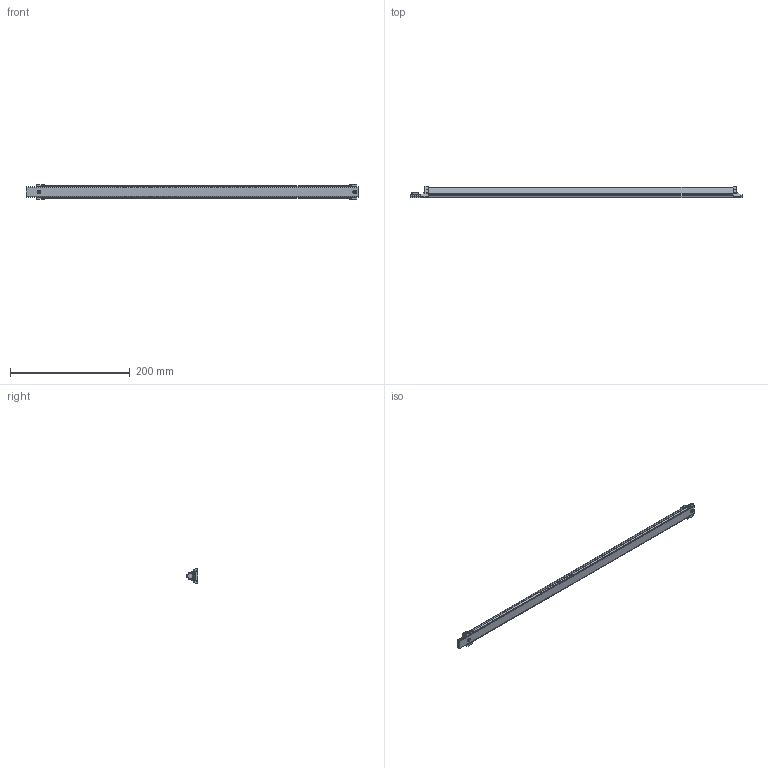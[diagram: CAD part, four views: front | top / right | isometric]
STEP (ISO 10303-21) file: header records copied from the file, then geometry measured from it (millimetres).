
FILE_DESCRIPTION (( 'STEP AP203' ), '1' );
FILE_NAME ('Light engine generic assembly 21_8inch.STEP', '2018-02-26T22:34:38', ( '' ), ( '' ), 'SwSTEP 2.0', 'SolidWorks 2017', '' );
FILE_SCHEMA (( 'CONFIG_CONTROL_DESIGN' ));
Length unit declared in the file: millimetre
Products named in the file (1): Light engine generic assembly 21_8inch
Bounding box: 554 x 19.04 x 25 mm (x, y, z)
Surface area: 65939.8 mm2 (no closed solid volume)
Topology: 0 solids, 22 shells, 207 faces, 961 edges, 756 vertices
Faces by surface type: plane 123, cylinder 78, cone 4, bspline 2
Entity records: 10295 total; most frequent: CARTESIAN_POINT 2521, DIRECTION 1597, ORIENTED_EDGE 1414, EDGE_CURVE 961, VERTEX_POINT 756, VECTOR 621, LINE 621, AXIS2_PLACEMENT_3D 488
